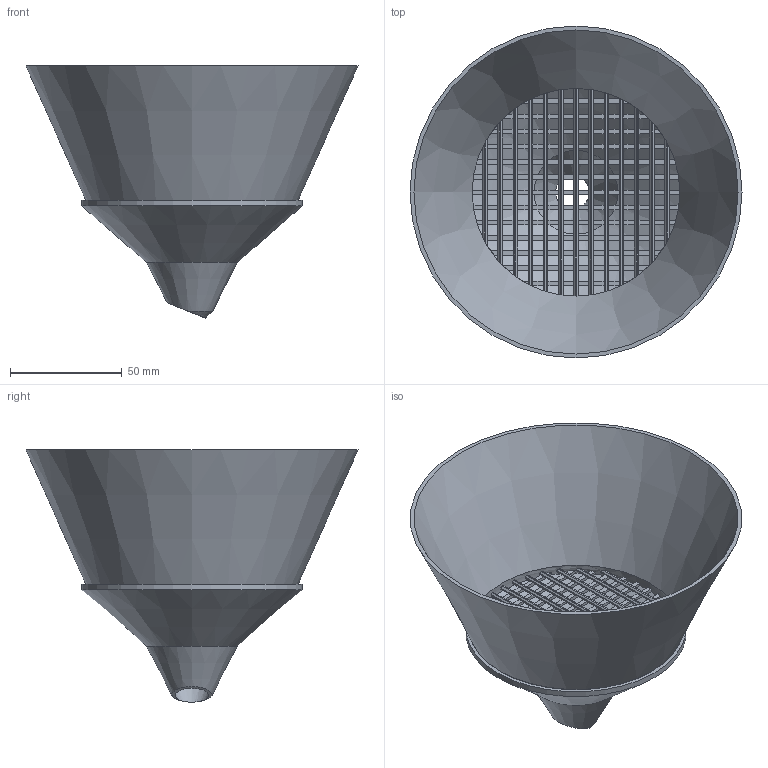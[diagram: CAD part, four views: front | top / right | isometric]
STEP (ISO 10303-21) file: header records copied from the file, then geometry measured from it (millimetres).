
FILE_DESCRIPTION(/* description */ (''),/* implementation_level */ '2;1');
FILE_NAME(/* name */ 'Filter Basket and Funnel Remixed from Krave.step',/* time_stamp */ '2025-12-23T11:17:53-06:00',/* author */ (''),/* organization */ (''),/* preprocessor_version */ 'ST-DEVELOPER v20.1',/* originating_system */ 'Autodesk Translation Framework v14.21.0.0',/* authorisation */ '');
FILE_SCHEMA (('AUTOMOTIVE_DESIGN { 1 0 10303 214 3 1 1 }'));
Length unit declared in the file: millimetre
Products named in the file (1): (Unsaved)
Bounding box: 148.43 x 148.43 x 112.8 mm (x, y, z)
Volume: 58283.3 mm3; surface area: 86427.2 mm2
Topology: 2 solids, 2 shells, 422 faces, 1567 edges, 851 vertices
Faces by surface type: plane 411, cone 7, cylinder 4
Full cylindrical faces by diameter (mm): 92.922 x1, 95 x1, 95.4 x1, 98.6 x1
Entity records: 16309 total; most frequent: ORIENTED_EDGE 3126, CARTESIAN_POINT 2835, DIRECTION 2584, EDGE_CURVE 1563, LINE 1388, VECTOR 1388, VERTEX_POINT 849, AXIS2_PLACEMENT_3D 598
